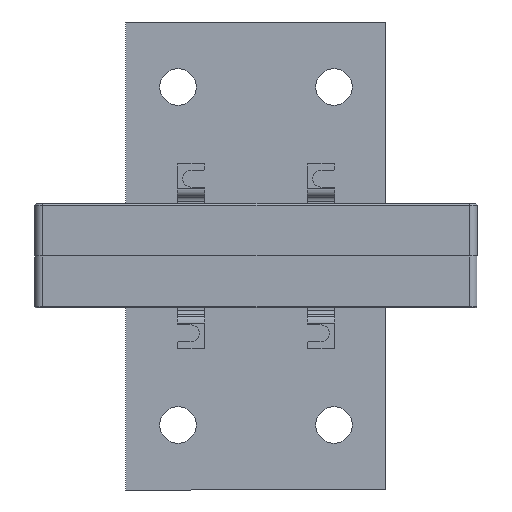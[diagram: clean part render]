
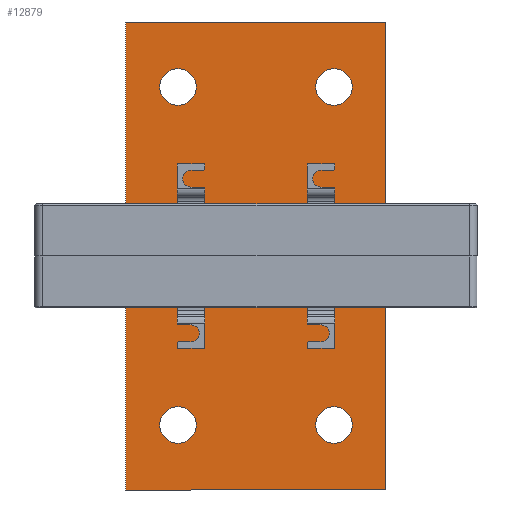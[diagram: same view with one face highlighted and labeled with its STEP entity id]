
A CAD part, front view. The second image highlights one B-rep face of the part: STEP entity #12879.
In plain terms, the highlighted face is planar.
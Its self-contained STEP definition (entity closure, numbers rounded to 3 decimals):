
#289 = CARTESIAN_POINT ( 'NONE',  ( -65., 12., -30. ) ) ;
#827 = CARTESIAN_POINT ( 'NONE',  ( 0., 12., 0. ) ) ;
#867 = CARTESIAN_POINT ( 'NONE',  ( 65., 12., -30. ) ) ;
#1261 = DIRECTION ( 'NONE',  ( 0., -1., 0. ) ) ;
#1474 = EDGE_LOOP ( 'NONE', ( #26973, #25232 ) ) ;
#1666 = DIRECTION ( 'NONE',  ( 0., -1., 0. ) ) ;
#2519 = CARTESIAN_POINT ( 'NONE',  ( 65., 12., -23. ) ) ;
#2633 = CARTESIAN_POINT ( 'NONE',  ( 65., 12., 37. ) ) ;
#2672 = CARTESIAN_POINT ( 'NONE',  ( -65., 12., -30. ) ) ;
#3023 = CIRCLE ( 'NONE', #3833, 7. ) ;
#3213 = DIRECTION ( 'NONE',  ( 0., 0., 1. ) ) ;
#3744 = DIRECTION ( 'NONE',  ( 0., 0., 1. ) ) ;
#3782 = DIRECTION ( 'NONE',  ( 0., 0., -1. ) ) ;
#3833 = AXIS2_PLACEMENT_3D ( 'NONE', #19173, #1666, #22106 ) ;
#3950 = AXIS2_PLACEMENT_3D ( 'NONE', #2672, #23142, #5609 ) ;
#4175 = AXIS2_PLACEMENT_3D ( 'NONE', #13349, #33866, #16305 ) ;
#4231 = EDGE_CURVE ( 'NONE', #18161, #10126, #30564, .T. ) ;
#4315 = CARTESIAN_POINT ( 'NONE',  ( 90., 12., 50. ) ) ;
#4677 = ORIENTED_EDGE ( 'NONE', *, *, #35540, .T. ) ;
#5301 = EDGE_CURVE ( 'NONE', #9852, #12412, #30491, .T. ) ;
#5609 = DIRECTION ( 'NONE',  ( 0., 0., 1. ) ) ;
#6004 = AXIS2_PLACEMENT_3D ( 'NONE', #26503, #8978, #29474 ) ;
#7169 = CIRCLE ( 'NONE', #3950, 7. ) ;
#7461 = EDGE_CURVE ( 'NONE', #13635, #20532, #31297, .T. ) ;
#7926 = CIRCLE ( 'NONE', #28065, 7. ) ;
#8978 = DIRECTION ( 'NONE',  ( 0., -1., 0. ) ) ;
#9825 = FACE_OUTER_BOUND ( 'NONE', #24550, .T. ) ;
#9852 = VERTEX_POINT ( 'NONE', #2633 ) ;
#9922 = CARTESIAN_POINT ( 'NONE',  ( 90., 12., -50. ) ) ;
#10126 = VERTEX_POINT ( 'NONE', #27666 ) ;
#10921 = CARTESIAN_POINT ( 'NONE',  ( 90., 12., -50. ) ) ;
#10934 = ORIENTED_EDGE ( 'NONE', *, *, #15986, .T. ) ;
#11154 = DIRECTION ( 'NONE',  ( -1., 0., 0. ) ) ;
#11584 = ORIENTED_EDGE ( 'NONE', *, *, #13960, .T. ) ;
#12412 = VERTEX_POINT ( 'NONE', #31472 ) ;
#12771 = EDGE_CURVE ( 'NONE', #20532, #13635, #29094, .T. ) ;
#12863 = DIRECTION ( 'NONE',  ( 0., 0., -1. ) ) ;
#12879 = ADVANCED_FACE ( 'NONE', ( #18540, #17620, #27224, #25385, #9825 ), #18325, .T. ) ;
#12918 = ORIENTED_EDGE ( 'NONE', *, *, #23675, .T. ) ;
#13302 = EDGE_LOOP ( 'NONE', ( #30455, #17965 ) ) ;
#13328 = CIRCLE ( 'NONE', #6004, 7. ) ;
#13349 = CARTESIAN_POINT ( 'NONE',  ( 65., 12., -30. ) ) ;
#13635 = VERTEX_POINT ( 'NONE', #28633 ) ;
#13721 = EDGE_CURVE ( 'NONE', #24266, #14757, #7169, .T. ) ;
#13872 = VERTEX_POINT ( 'NONE', #24269 ) ;
#13960 = EDGE_CURVE ( 'NONE', #13964, #18230, #30053, .T. ) ;
#13964 = VERTEX_POINT ( 'NONE', #4315 ) ;
#14757 = VERTEX_POINT ( 'NONE', #20279 ) ;
#15814 = CARTESIAN_POINT ( 'NONE',  ( 65., 12., 30. ) ) ;
#15986 = EDGE_CURVE ( 'NONE', #10126, #13964, #24865, .T. ) ;
#16305 = DIRECTION ( 'NONE',  ( 0., 0., -1. ) ) ;
#17307 = ORIENTED_EDGE ( 'NONE', *, *, #32714, .T. ) ;
#17620 = FACE_BOUND ( 'NONE', #13302, .T. ) ;
#17965 = ORIENTED_EDGE ( 'NONE', *, *, #13721, .T. ) ;
#17973 = ORIENTED_EDGE ( 'NONE', *, *, #5301, .T. ) ;
#18161 = VERTEX_POINT ( 'NONE', #36708 ) ;
#18230 = VERTEX_POINT ( 'NONE', #10921 ) ;
#18325 = PLANE ( 'NONE',  #23789 ) ;
#18540 = FACE_BOUND ( 'NONE', #1474, .T. ) ;
#18768 = DIRECTION ( 'NONE',  ( 0., 0., 1. ) ) ;
#18770 = CARTESIAN_POINT ( 'NONE',  ( 65., 12., 30. ) ) ;
#19173 = CARTESIAN_POINT ( 'NONE',  ( -65., 12., 30. ) ) ;
#19521 = DIRECTION ( 'NONE',  ( 1., 0., 0. ) ) ;
#19734 = CARTESIAN_POINT ( 'NONE',  ( -90., 12., -50. ) ) ;
#19872 = CARTESIAN_POINT ( 'NONE',  ( -90., 12., -50. ) ) ;
#20279 = CARTESIAN_POINT ( 'NONE',  ( -65., 12., -37. ) ) ;
#20532 = VERTEX_POINT ( 'NONE', #2519 ) ;
#20744 = DIRECTION ( 'NONE',  ( 0., -1., 0. ) ) ;
#20985 = VECTOR ( 'NONE', #11154, 1000. ) ;
#21069 = ORIENTED_EDGE ( 'NONE', *, *, #22833, .T. ) ;
#21263 = DIRECTION ( 'NONE',  ( 0., 1., 0. ) ) ;
#21296 = DIRECTION ( 'NONE',  ( 0., -1., 0. ) ) ;
#21699 = DIRECTION ( 'NONE',  ( 0., 0., 1. ) ) ;
#22106 = DIRECTION ( 'NONE',  ( 0., 0., -1. ) ) ;
#22239 = VECTOR ( 'NONE', #12863, 1000. ) ;
#22833 = EDGE_CURVE ( 'NONE', #12412, #9852, #28350, .T. ) ;
#23142 = DIRECTION ( 'NONE',  ( 0., -1., 0. ) ) ;
#23675 = EDGE_CURVE ( 'NONE', #18230, #18161, #37510, .T. ) ;
#23789 = AXIS2_PLACEMENT_3D ( 'NONE', #827, #21263, #3744 ) ;
#24266 = VERTEX_POINT ( 'NONE', #29414 ) ;
#24269 = CARTESIAN_POINT ( 'NONE',  ( -65., 12., 37. ) ) ;
#24550 = EDGE_LOOP ( 'NONE', ( #11584, #12918, #30652, #10934 ) ) ;
#24865 = LINE ( 'NONE', #34122, #31768 ) ;
#25027 = VERTEX_POINT ( 'NONE', #36211 ) ;
#25232 = ORIENTED_EDGE ( 'NONE', *, *, #12771, .T. ) ;
#25383 = EDGE_LOOP ( 'NONE', ( #21069, #17973 ) ) ;
#25385 = FACE_BOUND ( 'NONE', #26725, .T. ) ;
#26503 = CARTESIAN_POINT ( 'NONE',  ( -65., 12., 30. ) ) ;
#26725 = EDGE_LOOP ( 'NONE', ( #4677, #17307 ) ) ;
#26973 = ORIENTED_EDGE ( 'NONE', *, *, #7461, .T. ) ;
#27224 = FACE_BOUND ( 'NONE', #25383, .T. ) ;
#27348 = AXIS2_PLACEMENT_3D ( 'NONE', #15814, #36362, #18768 ) ;
#27666 = CARTESIAN_POINT ( 'NONE',  ( -90., 12., 50. ) ) ;
#28065 = AXIS2_PLACEMENT_3D ( 'NONE', #289, #20744, #3213 ) ;
#28350 = CIRCLE ( 'NONE', #27348, 7. ) ;
#28633 = CARTESIAN_POINT ( 'NONE',  ( 65., 12., -37. ) ) ;
#29094 = CIRCLE ( 'NONE', #4175, 7. ) ;
#29414 = CARTESIAN_POINT ( 'NONE',  ( -65., 12., -23. ) ) ;
#29474 = DIRECTION ( 'NONE',  ( 0., 0., -1. ) ) ;
#30053 = LINE ( 'NONE', #9922, #22239 ) ;
#30455 = ORIENTED_EDGE ( 'NONE', *, *, #36428, .T. ) ;
#30491 = CIRCLE ( 'NONE', #33669, 7. ) ;
#30564 = LINE ( 'NONE', #19872, #37424 ) ;
#30652 = ORIENTED_EDGE ( 'NONE', *, *, #4231, .T. ) ;
#31297 = CIRCLE ( 'NONE', #36966, 7. ) ;
#31472 = CARTESIAN_POINT ( 'NONE',  ( 65., 12., 23. ) ) ;
#31768 = VECTOR ( 'NONE', #19521, 1000. ) ;
#32714 = EDGE_CURVE ( 'NONE', #13872, #25027, #3023, .T. ) ;
#33669 = AXIS2_PLACEMENT_3D ( 'NONE', #18770, #1261, #21699 ) ;
#33866 = DIRECTION ( 'NONE',  ( 0., -1., 0. ) ) ;
#34122 = CARTESIAN_POINT ( 'NONE',  ( -90., 12., 50. ) ) ;
#34616 = DIRECTION ( 'NONE',  ( 0., 0., 1. ) ) ;
#35540 = EDGE_CURVE ( 'NONE', #25027, #13872, #13328, .T. ) ;
#36211 = CARTESIAN_POINT ( 'NONE',  ( -65., 12., 23. ) ) ;
#36362 = DIRECTION ( 'NONE',  ( 0., -1., 0. ) ) ;
#36428 = EDGE_CURVE ( 'NONE', #14757, #24266, #7926, .T. ) ;
#36708 = CARTESIAN_POINT ( 'NONE',  ( -90., 12., -50. ) ) ;
#36966 = AXIS2_PLACEMENT_3D ( 'NONE', #867, #21296, #3782 ) ;
#37424 = VECTOR ( 'NONE', #34616, 1000. ) ;
#37510 = LINE ( 'NONE', #19734, #20985 ) ;
